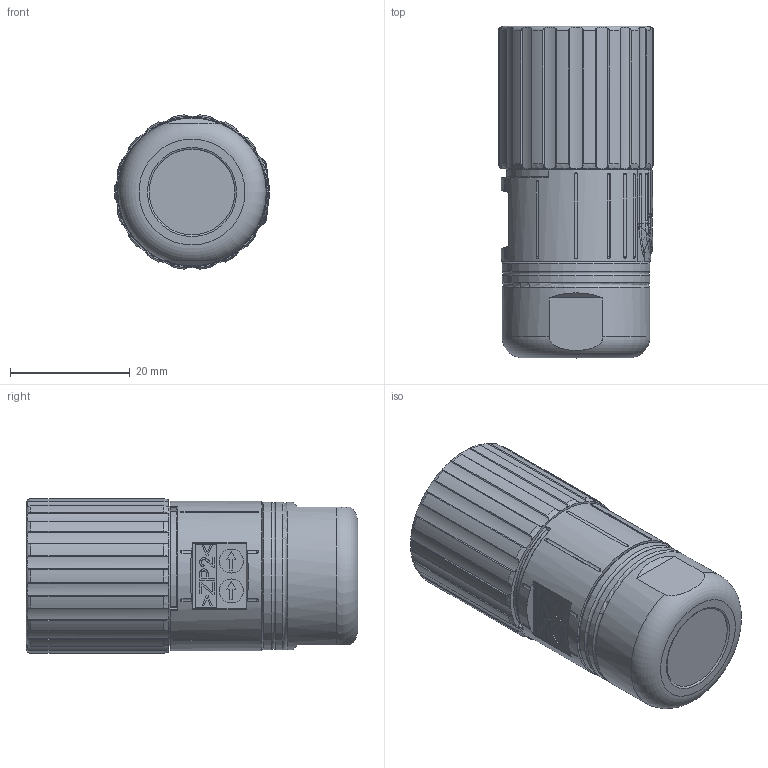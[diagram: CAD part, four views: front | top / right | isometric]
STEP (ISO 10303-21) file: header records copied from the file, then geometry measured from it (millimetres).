
FILE_DESCRIPTION((''),'2;1');
FILE_NAME('AST_0235_17-polig_Buchsen.stp','2010-03-30T15:07:54',('Ragaller'),(''),'Autodesk Inventor 11','Autodesk Inventor 11','');
FILE_SCHEMA(('AUTOMOTIVE_DESIGN { 1 0 10303 214 1 1 1 1 }'));
Length unit declared in the file: millimetre
Products named in the file (1): 110609_1
Bounding box: 25.89 x 55.45 x 25.79 mm (x, y, z)
Volume: 23381.8 mm3; surface area: 7216.2 mm2
Topology: 1 solids, 1 shells, 513 faces, 1300 edges, 829 vertices
Faces by surface type: cylinder 150, plane 126, bspline 126, cone 62, torus 29, sphere 20
Full cylindrical faces by diameter (mm): 1.2 x17, 4 x2, 4.2 x1, 15 x1, 17.95 x1, 22 x1, 23.35 x1, 23.4 x3, 24.7 x3
Entity records: 22234 total; most frequent: CARTESIAN_POINT 11135, ORIENTED_EDGE 2408, DIRECTION 2015, EDGE_CURVE 1204, AXIS2_PLACEMENT_3D 808, VERTEX_POINT 803, EDGE_LOOP 623, FACE_OUTER_BOUND 513
